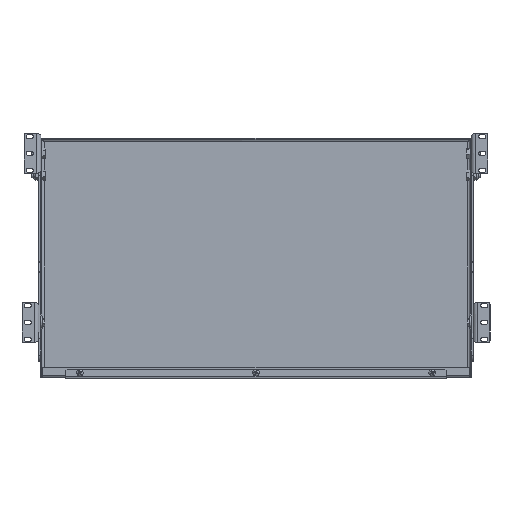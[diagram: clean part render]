
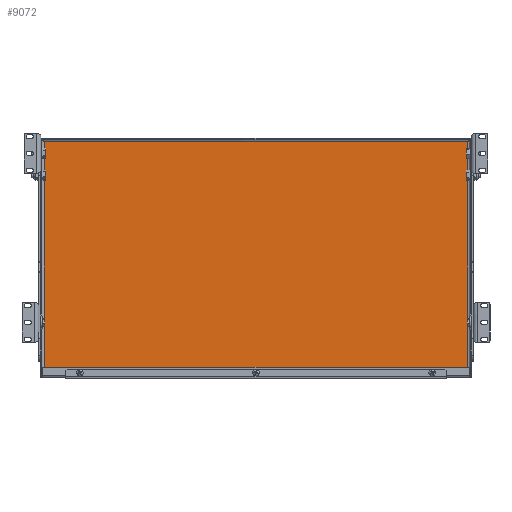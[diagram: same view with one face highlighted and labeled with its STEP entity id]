
A CAD part, front view. The second image highlights one B-rep face of the part: STEP entity #9072.
In plain terms, the highlighted planar face has unit normal (0, -1, 0).
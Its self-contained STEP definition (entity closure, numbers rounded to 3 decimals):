
#288 = DIRECTION ( 'NONE',  ( 0., 1., 0. ) ) ;
#448 = CARTESIAN_POINT ( 'NONE',  ( -313., -1.5, 172. ) ) ;
#827 = DIRECTION ( 'NONE',  ( 0., 0., 1. ) ) ;
#959 = AXIS2_PLACEMENT_3D ( 'NONE', #3403, #288, #5694 ) ;
#1230 = DIRECTION ( 'NONE',  ( 0., 0., -1. ) ) ;
#1661 = LINE ( 'NONE', #7412, #3797 ) ;
#1744 = DIRECTION ( 'NONE',  ( -1., 0., 0. ) ) ;
#1833 = ORIENTED_EDGE ( 'NONE', *, *, #2780, .F. ) ;
#1841 = LINE ( 'NONE', #4955, #3805 ) ;
#1924 = VERTEX_POINT ( 'NONE', #8115 ) ;
#2050 = ORIENTED_EDGE ( 'NONE', *, *, #3327, .F. ) ;
#2063 = EDGE_LOOP ( 'NONE', ( #8482, #10089, #2050, #1833 ) ) ;
#2688 = CARTESIAN_POINT ( 'NONE',  ( 314.586, -1.5, -172. ) ) ;
#2780 = EDGE_CURVE ( 'NONE', #9863, #8007, #1661, .T. ) ;
#3327 = EDGE_CURVE ( 'NONE', #8007, #8208, #1841, .T. ) ;
#3336 = CARTESIAN_POINT ( 'NONE',  ( -313., -1.5, -172. ) ) ;
#3403 = CARTESIAN_POINT ( 'NONE',  ( 0., -1.5, 0. ) ) ;
#3797 = VECTOR ( 'NONE', #827, 1000. ) ;
#3805 = VECTOR ( 'NONE', #9860, 1000. ) ;
#4238 = LINE ( 'NONE', #7505, #5992 ) ;
#4457 = VECTOR ( 'NONE', #1744, 1000. ) ;
#4955 = CARTESIAN_POINT ( 'NONE',  ( -314.586, -1.5, 172. ) ) ;
#5694 = DIRECTION ( 'NONE',  ( 0., 0., 1. ) ) ;
#5992 = VECTOR ( 'NONE', #1230, 1000. ) ;
#6430 = FACE_OUTER_BOUND ( 'NONE', #2063, .T. ) ;
#7062 = CARTESIAN_POINT ( 'NONE',  ( 313., -1.5, 172. ) ) ;
#7342 = PLANE ( 'NONE',  #959 ) ;
#7412 = CARTESIAN_POINT ( 'NONE',  ( -313., -1.5, -173.586 ) ) ;
#7505 = CARTESIAN_POINT ( 'NONE',  ( 313., -1.5, 173.586 ) ) ;
#8007 = VERTEX_POINT ( 'NONE', #448 ) ;
#8031 = EDGE_CURVE ( 'NONE', #8208, #1924, #4238, .T. ) ;
#8115 = CARTESIAN_POINT ( 'NONE',  ( 313., -1.5, -172. ) ) ;
#8208 = VERTEX_POINT ( 'NONE', #7062 ) ;
#8482 = ORIENTED_EDGE ( 'NONE', *, *, #9014, .F. ) ;
#9014 = EDGE_CURVE ( 'NONE', #1924, #9863, #9751, .T. ) ;
#9072 = ADVANCED_FACE ( 'NONE', ( #6430 ), #7342, .F. ) ;
#9751 = LINE ( 'NONE', #2688, #4457 ) ;
#9860 = DIRECTION ( 'NONE',  ( 1., 0., 0. ) ) ;
#9863 = VERTEX_POINT ( 'NONE', #3336 ) ;
#10089 = ORIENTED_EDGE ( 'NONE', *, *, #8031, .F. ) ;
